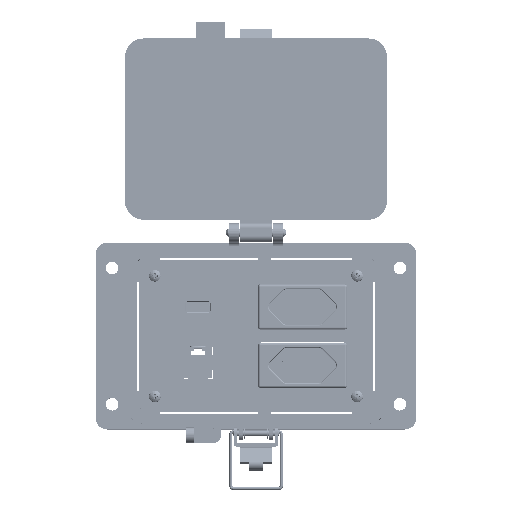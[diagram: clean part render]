
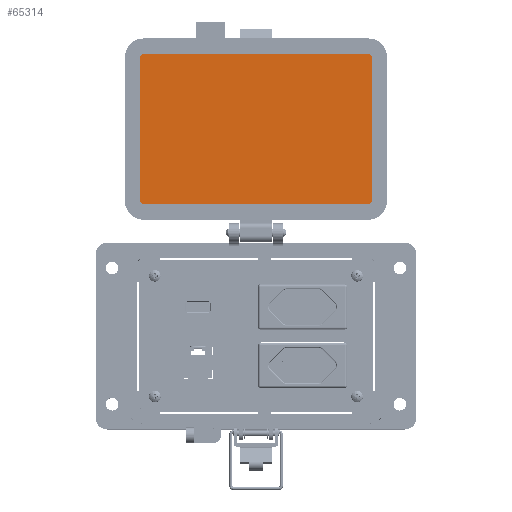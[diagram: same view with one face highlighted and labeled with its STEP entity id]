
A CAD part, top view. The second image highlights one B-rep face of the part: STEP entity #65314.
In plain terms, the highlighted planar face has unit normal (0, 0, 1).
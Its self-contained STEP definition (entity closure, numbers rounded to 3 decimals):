
#1727 = DIRECTION ( 'NONE',  ( 0., 0., -1. ) ) ;
#2221 = AXIS2_PLACEMENT_3D ( 'NONE', #58272, #26121, #51013 ) ;
#2300 = ORIENTED_EDGE ( 'NONE', *, *, #11144, .F. ) ;
#7431 = DIRECTION ( 'NONE',  ( -1., 0., 0. ) ) ;
#8627 = CARTESIAN_POINT ( 'NONE',  ( -57.72, 145.119, 8.694 ) ) ;
#9491 = PLANE ( 'NONE',  #2221 ) ;
#11144 = EDGE_CURVE ( 'NONE', #72864, #68922, #65343, .T. ) ;
#11673 = ORIENTED_EDGE ( 'NONE', *, *, #96753, .F. ) ;
#12319 = ORIENTED_EDGE ( 'NONE', *, *, #70304, .F. ) ;
#12341 = LINE ( 'NONE', #67856, #50078 ) ;
#13115 = EDGE_CURVE ( 'NONE', #70514, #61542, #32089, .T. ) ;
#13665 = EDGE_CURVE ( 'NONE', #61542, #72864, #102025, .T. ) ;
#13853 = CIRCLE ( 'NONE', #17163, 1.785 ) ;
#17163 = AXIS2_PLACEMENT_3D ( 'NONE', #56611, #80449, #57133 ) ;
#20063 = CIRCLE ( 'NONE', #96337, 1.785 ) ;
#20473 = DIRECTION ( 'NONE',  ( 0., 0., -1. ) ) ;
#23969 = CARTESIAN_POINT ( 'NONE',  ( 57.717, 145.119, 8.694 ) ) ;
#24300 = CARTESIAN_POINT ( 'NONE',  ( 57.717, 145.119, 8.694 ) ) ;
#25581 = CARTESIAN_POINT ( 'NONE',  ( -57.72, 143.334, 8.694 ) ) ;
#26121 = DIRECTION ( 'NONE',  ( 0., 0., 1. ) ) ;
#26920 = DIRECTION ( 'NONE',  ( 0., 0., -1. ) ) ;
#28716 = EDGE_LOOP ( 'NONE', ( #85315, #11673, #80208, #38841, #12319, #2300, #45028, #44069 ) ) ;
#31477 = DIRECTION ( 'NONE',  ( 0., -1., 0. ) ) ;
#32089 = LINE ( 'NONE', #24300, #47307 ) ;
#33362 = VERTEX_POINT ( 'NONE', #99598 ) ;
#36304 = CARTESIAN_POINT ( 'NONE',  ( 57.717, 67.765, 8.694 ) ) ;
#38841 = ORIENTED_EDGE ( 'NONE', *, *, #98055, .F. ) ;
#44069 = ORIENTED_EDGE ( 'NONE', *, *, #13115, .F. ) ;
#45028 = ORIENTED_EDGE ( 'NONE', *, *, #13665, .F. ) ;
#45701 = AXIS2_PLACEMENT_3D ( 'NONE', #59083, #26920, #90713 ) ;
#46879 = CARTESIAN_POINT ( 'NONE',  ( -57.72, 67.765, 8.694 ) ) ;
#47307 = VECTOR ( 'NONE', #55941, 1000. ) ;
#47910 = EDGE_CURVE ( 'NONE', #71696, #70514, #20063, .T. ) ;
#50078 = VECTOR ( 'NONE', #99508, 1000. ) ;
#50169 = CARTESIAN_POINT ( 'NONE',  ( -59.505, 143.334, 8.694 ) ) ;
#51013 = DIRECTION ( 'NONE',  ( 0., -1., 0. ) ) ;
#52355 = DIRECTION ( 'NONE',  ( 0., -1., 0. ) ) ;
#55941 = DIRECTION ( 'NONE',  ( 1., 0., 0. ) ) ;
#56611 = CARTESIAN_POINT ( 'NONE',  ( -57.72, 69.55, 8.694 ) ) ;
#57133 = DIRECTION ( 'NONE',  ( 0., -1., 0. ) ) ;
#58272 = CARTESIAN_POINT ( 'NONE',  ( -30.745, 145.119, 8.694 ) ) ;
#59083 = CARTESIAN_POINT ( 'NONE',  ( 57.717, 69.55, 8.694 ) ) ;
#61542 = VERTEX_POINT ( 'NONE', #23969 ) ;
#63700 = CARTESIAN_POINT ( 'NONE',  ( 59.502, 143.334, 8.694 ) ) ;
#65314 = ADVANCED_FACE ( 'NONE', ( #80564 ), #9491, .T. ) ;
#65343 = LINE ( 'NONE', #84467, #95538 ) ;
#65833 = EDGE_CURVE ( 'NONE', #86646, #33362, #13853, .T. ) ;
#67856 = CARTESIAN_POINT ( 'NONE',  ( -59.505, 143.334, 8.694 ) ) ;
#68897 = VERTEX_POINT ( 'NONE', #36304 ) ;
#68922 = VERTEX_POINT ( 'NONE', #84535 ) ;
#70304 = EDGE_CURVE ( 'NONE', #68922, #68897, #98651, .T. ) ;
#70514 = VERTEX_POINT ( 'NONE', #8627 ) ;
#71696 = VERTEX_POINT ( 'NONE', #50169 ) ;
#72864 = VERTEX_POINT ( 'NONE', #63700 ) ;
#74968 = CARTESIAN_POINT ( 'NONE',  ( 57.717, 143.334, 8.694 ) ) ;
#75513 = AXIS2_PLACEMENT_3D ( 'NONE', #74968, #20473, #98310 ) ;
#80208 = ORIENTED_EDGE ( 'NONE', *, *, #65833, .F. ) ;
#80449 = DIRECTION ( 'NONE',  ( 0., 0., -1. ) ) ;
#80564 = FACE_OUTER_BOUND ( 'NONE', #28716, .T. ) ;
#84467 = CARTESIAN_POINT ( 'NONE',  ( 59.502, 69.55, 8.694 ) ) ;
#84535 = CARTESIAN_POINT ( 'NONE',  ( 59.502, 69.55, 8.694 ) ) ;
#85315 = ORIENTED_EDGE ( 'NONE', *, *, #47910, .F. ) ;
#86646 = VERTEX_POINT ( 'NONE', #101528 ) ;
#90713 = DIRECTION ( 'NONE',  ( 0., -1., 0. ) ) ;
#95538 = VECTOR ( 'NONE', #52355, 1000. ) ;
#96337 = AXIS2_PLACEMENT_3D ( 'NONE', #25581, #1727, #31477 ) ;
#96753 = EDGE_CURVE ( 'NONE', #33362, #71696, #12341, .T. ) ;
#98055 = EDGE_CURVE ( 'NONE', #68897, #86646, #101356, .T. ) ;
#98258 = VECTOR ( 'NONE', #7431, 1000. ) ;
#98310 = DIRECTION ( 'NONE',  ( 0., -1., 0. ) ) ;
#98651 = CIRCLE ( 'NONE', #45701, 1.785 ) ;
#99508 = DIRECTION ( 'NONE',  ( 0., 1., 0. ) ) ;
#99598 = CARTESIAN_POINT ( 'NONE',  ( -59.505, 69.55, 8.694 ) ) ;
#101356 = LINE ( 'NONE', #46879, #98258 ) ;
#101528 = CARTESIAN_POINT ( 'NONE',  ( -57.72, 67.765, 8.694 ) ) ;
#102025 = CIRCLE ( 'NONE', #75513, 1.785 ) ;
